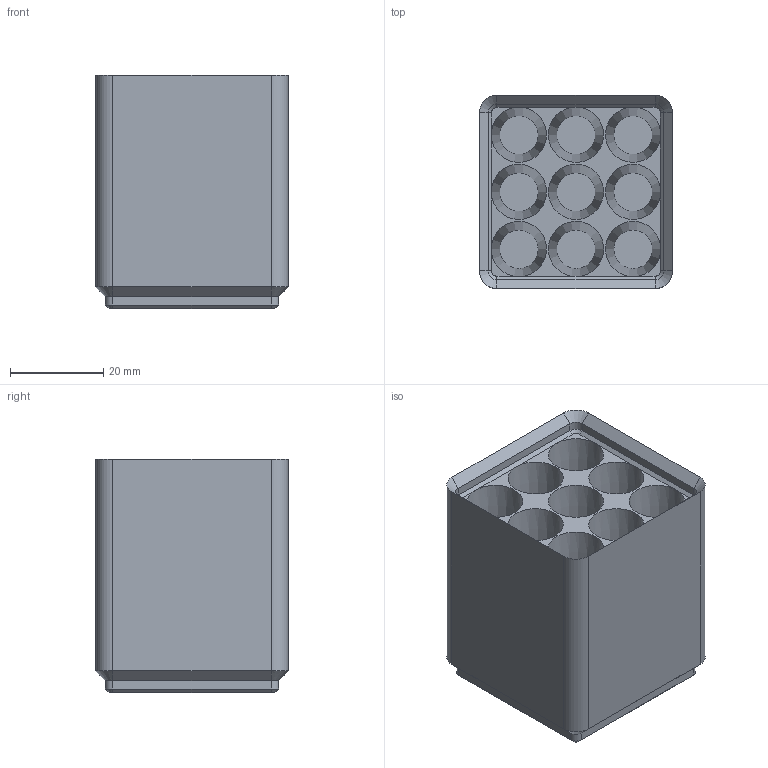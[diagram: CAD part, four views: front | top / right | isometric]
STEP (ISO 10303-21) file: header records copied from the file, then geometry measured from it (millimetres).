
FILE_DESCRIPTION(('Open CASCADE Model'),'2;1');
FILE_NAME('Open CASCADE Shape Model','2024-03-14T22:00:24',('Author'),( 'Open CASCADE'),'Open CASCADE STEP processor 7.5','Open CASCADE 7.5' ,'Unknown');
FILE_SCHEMA(('AUTOMOTIVE_DESIGN { 1 0 10303 214 1 1 1 1 }'));
Length unit declared in the file: millimetre
Products named in the file (1): Open CASCADE STEP translator 7.5 7
Bounding box: 41.5 x 41.5 x 50.2 mm (x, y, z)
Volume: 47978.4 mm3; surface area: 22962.6 mm2
Topology: 1 solids, 1 shells, 129 faces, 291 edges, 170 vertices
Faces by surface type: plane 84, cone 25, cylinder 20
Full cylindrical faces by diameter (mm): 3 x4, 6.5 x4
Entity records: 7240 total; most frequent: CARTESIAN_POINT 1309, DIRECTION 1135, ORIENTED_EDGE 582, PCURVE 582, DEFINITIONAL_REPRESENTATION 582, LINE 545, VECTOR 545, EDGE_CURVE 291
